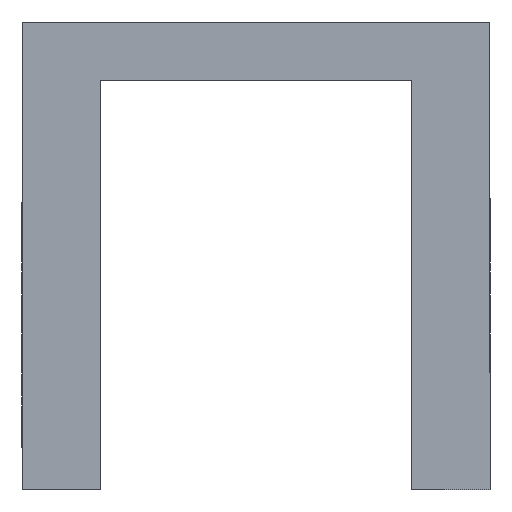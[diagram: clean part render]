
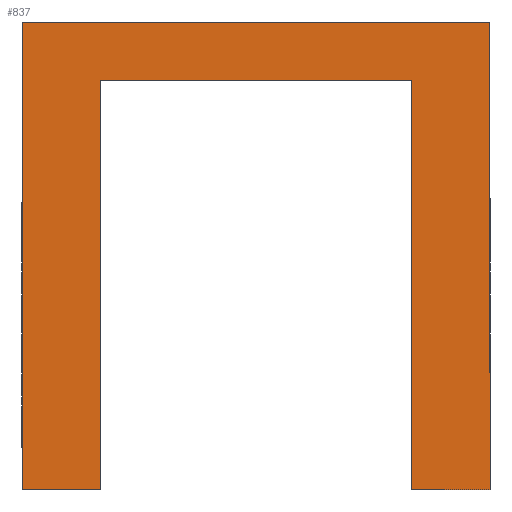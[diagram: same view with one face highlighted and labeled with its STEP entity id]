
A CAD part, front view. The second image highlights one B-rep face of the part: STEP entity #837.
In plain terms, the highlighted planar face has unit normal (0, -1, 0).
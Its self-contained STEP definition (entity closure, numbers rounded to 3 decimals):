
#8 = DIRECTION ( 'NONE',  ( 0., 0., -1. ) ) ;
#12 = DIRECTION ( 'NONE',  ( 0., 0., -1. ) ) ;
#27 = EDGE_CURVE ( 'NONE', #149, #62, #33, .T. ) ;
#33 = LINE ( 'NONE', #482, #1223 ) ;
#62 = VERTEX_POINT ( 'NONE', #215 ) ;
#84 = ORIENTED_EDGE ( 'NONE', *, *, #1090, .F. ) ;
#122 = CARTESIAN_POINT ( 'NONE',  ( 0., 0., 0. ) ) ;
#130 = LINE ( 'NONE', #872, #1116 ) ;
#133 = LINE ( 'NONE', #1018, #361 ) ;
#149 = VERTEX_POINT ( 'NONE', #310 ) ;
#157 = VECTOR ( 'NONE', #1228, 1000. ) ;
#184 = CARTESIAN_POINT ( 'NONE',  ( 4., 0., 0. ) ) ;
#190 = ORIENTED_EDGE ( 'NONE', *, *, #775, .F. ) ;
#191 = EDGE_LOOP ( 'NONE', ( #888, #190, #811, #245, #312, #84, #367, #905 ) ) ;
#215 = CARTESIAN_POINT ( 'NONE',  ( 6., 0., -10.5 ) ) ;
#245 = ORIENTED_EDGE ( 'NONE', *, *, #892, .F. ) ;
#291 = VERTEX_POINT ( 'NONE', #921 ) ;
#295 = DIRECTION ( 'NONE',  ( -1., 0., 0. ) ) ;
#300 = EDGE_CURVE ( 'NONE', #454, #681, #133, .T. ) ;
#305 = DIRECTION ( 'NONE',  ( 0., 1., 0. ) ) ;
#310 = CARTESIAN_POINT ( 'NONE',  ( 6., 0., 1.5 ) ) ;
#312 = ORIENTED_EDGE ( 'NONE', *, *, #27, .F. ) ;
#326 = DIRECTION ( 'NONE',  ( 0., 0., 1. ) ) ;
#341 = DIRECTION ( 'NONE',  ( -1., 0., 0. ) ) ;
#360 = CARTESIAN_POINT ( 'NONE',  ( -4., 0., -10.5 ) ) ;
#361 = VECTOR ( 'NONE', #341, 1000. ) ;
#367 = ORIENTED_EDGE ( 'NONE', *, *, #813, .F. ) ;
#384 = AXIS2_PLACEMENT_3D ( 'NONE', #122, #305, #708 ) ;
#404 = PLANE ( 'NONE',  #384 ) ;
#419 = CARTESIAN_POINT ( 'NONE',  ( -6., 0., -10.5 ) ) ;
#448 = LINE ( 'NONE', #570, #959 ) ;
#454 = VERTEX_POINT ( 'NONE', #360 ) ;
#482 = CARTESIAN_POINT ( 'NONE',  ( 6., 0., -10.5 ) ) ;
#525 = CARTESIAN_POINT ( 'NONE',  ( -4., 0., 0. ) ) ;
#527 = LINE ( 'NONE', #1069, #897 ) ;
#561 = VERTEX_POINT ( 'NONE', #943 ) ;
#570 = CARTESIAN_POINT ( 'NONE',  ( -6., 0., -10.5 ) ) ;
#590 = CARTESIAN_POINT ( 'NONE',  ( 4., 0., 0. ) ) ;
#603 = FACE_OUTER_BOUND ( 'NONE', #191, .T. ) ;
#640 = EDGE_CURVE ( 'NONE', #561, #1120, #1196, .T. ) ;
#656 = LINE ( 'NONE', #763, #157 ) ;
#681 = VERTEX_POINT ( 'NONE', #419 ) ;
#708 = DIRECTION ( 'NONE',  ( 0., 0., 1. ) ) ;
#716 = VERTEX_POINT ( 'NONE', #525 ) ;
#763 = CARTESIAN_POINT ( 'NONE',  ( -6., 0., 1.5 ) ) ;
#775 = EDGE_CURVE ( 'NONE', #1120, #716, #795, .T. ) ;
#795 = LINE ( 'NONE', #590, #927 ) ;
#811 = ORIENTED_EDGE ( 'NONE', *, *, #640, .F. ) ;
#813 = EDGE_CURVE ( 'NONE', #681, #291, #448, .T. ) ;
#837 = ADVANCED_FACE ( 'NONE', ( #603 ), #404, .F. ) ;
#872 = CARTESIAN_POINT ( 'NONE',  ( -4., 0., 0. ) ) ;
#888 = ORIENTED_EDGE ( 'NONE', *, *, #909, .F. ) ;
#892 = EDGE_CURVE ( 'NONE', #62, #561, #527, .T. ) ;
#894 = CARTESIAN_POINT ( 'NONE',  ( 4., 0., 0. ) ) ;
#897 = VECTOR ( 'NONE', #984, 1000. ) ;
#905 = ORIENTED_EDGE ( 'NONE', *, *, #300, .F. ) ;
#909 = EDGE_CURVE ( 'NONE', #716, #454, #130, .T. ) ;
#921 = CARTESIAN_POINT ( 'NONE',  ( -6., 0., 1.5 ) ) ;
#927 = VECTOR ( 'NONE', #295, 1000. ) ;
#943 = CARTESIAN_POINT ( 'NONE',  ( 4., 0., -10.5 ) ) ;
#959 = VECTOR ( 'NONE', #1231, 1000. ) ;
#984 = DIRECTION ( 'NONE',  ( -1., 0., 0. ) ) ;
#1018 = CARTESIAN_POINT ( 'NONE',  ( -4., 0., -10.5 ) ) ;
#1069 = CARTESIAN_POINT ( 'NONE',  ( 4., 0., -10.5 ) ) ;
#1090 = EDGE_CURVE ( 'NONE', #291, #149, #656, .T. ) ;
#1116 = VECTOR ( 'NONE', #12, 1000. ) ;
#1120 = VERTEX_POINT ( 'NONE', #184 ) ;
#1165 = VECTOR ( 'NONE', #326, 1000. ) ;
#1196 = LINE ( 'NONE', #894, #1165 ) ;
#1223 = VECTOR ( 'NONE', #8, 1000. ) ;
#1228 = DIRECTION ( 'NONE',  ( 1., 0., 0. ) ) ;
#1231 = DIRECTION ( 'NONE',  ( 0., 0., 1. ) ) ;
